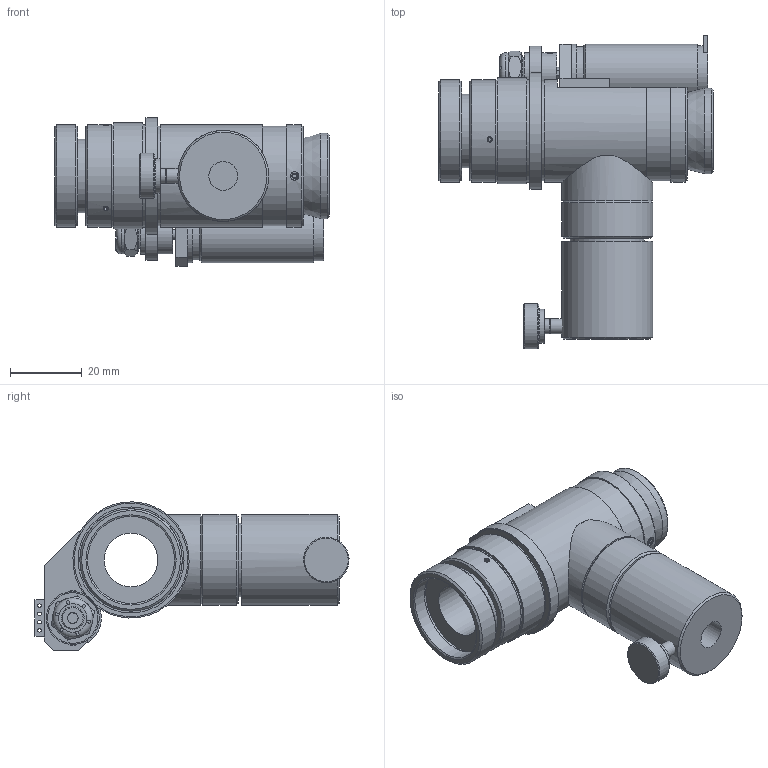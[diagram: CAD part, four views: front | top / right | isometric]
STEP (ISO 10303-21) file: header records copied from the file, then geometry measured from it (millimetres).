
FILE_DESCRIPTION((''),'2;1');
FILE_NAME('62304_0.stp','2007-12-05T13:14:36',('PODLENA'),(''),'Autodesk Inventor 2008','Autodesk Inventor 2008','');
FILE_SCHEMA(('AUTOMOTIVE_DESIGN { 1 0 10303 214 1 1 1 1 }'));
Length unit declared in the file: inch
Products named in the file (30): Assembly5 (LevelofDetail1); 62304.iam (~1); 60284; 60285-R; 60286; 60287; 60289; 7015; 7036; 60976; 61728; 61715; 61718-R; 61434; 61431; 61439; 61717; 7012; 7040; 7124; 61436; 60200; 60202; 61604; 60243; 7187; 7022; 7082; 4141; 61523
Assembly tree (33 placements, depth 5):
  Assembly5 (LevelofDetail1)
    62304.iam (~1)
      60284
      60285-R
      60286
      60287
      60289
      7015
      7036  x2
      60976
      61728
      61715
      61718-R
      61434
      61431
      61439
      61717
      7012  x3
      7040  x2
      7124
      61436
      60200
        60202
        61604
        60243
        7187
          7022
          7082
          4141
      61523
Bounding box: 76.62 x 87.67 x 41.38 mm (x, y, z)
Volume: 49846 mm3; surface area: 40861.6 mm2
Topology: 31 solids, 32 shells, 546 faces, 1207 edges, 786 vertices
Faces by surface type: plane 314, cylinder 110, cone 67, bspline 52, sphere 2, torus 1
Full cylindrical faces by diameter (mm): 1.016 x4, 1.524 x3, 1.593 x1, 1.981 x1, 2.083 x1, 2.184 x4, 2.362 x1, 2.845 x5, 2.997 x1, 3.162 x1, 3.556 x2, 3.81 x1, 4.166 x2, 4.801 x2, 6.325 x1, 6.345 x1, 6.35 x2, 6.807 x1, 6.858 x1, 7.01 x1, 7.938 x1, 8.026 x1, 9.601 x1, 11.151 x2, 11.328 x1, 12.7 x1, 14.11 x1, 14.275 x1, 14.503 x1, 14.808 x1
Entity records: 15180 total; most frequent: CARTESIAN_POINT 4095, DIRECTION 2100, ORIENTED_EDGE 1802, EDGE_CURVE 902, AXIS2_PLACEMENT_3D 828, EDGE_LOOP 776, VERTEX_POINT 682, FACE_OUTER_BOUND 489
